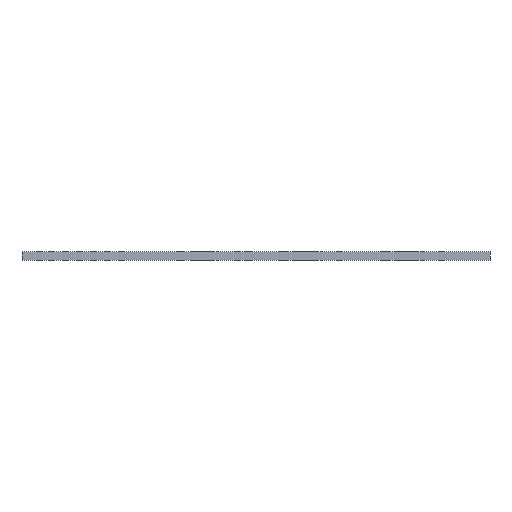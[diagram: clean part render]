
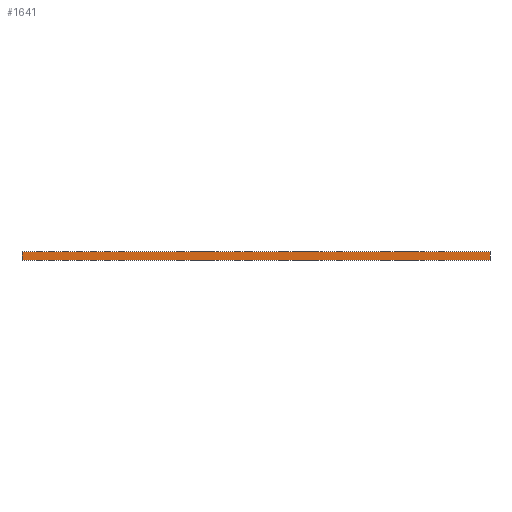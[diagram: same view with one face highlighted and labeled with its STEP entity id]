
A CAD part, left-side view. The second image highlights one B-rep face of the part: STEP entity #1641.
In plain terms, the highlighted planar face has unit normal (-1, 0, 0).
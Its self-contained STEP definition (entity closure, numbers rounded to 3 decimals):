
#12=LINE('',#2769,#24);
#18=LINE('',#2782,#30);
#19=LINE('',#2784,#31);
#22=LINE('',#2790,#34);
#24=VECTOR('',#2360,1000.);
#30=VECTOR('',#2368,1000.);
#31=VECTOR('',#2371,1000.);
#34=VECTOR('',#2376,1000.);
#39=PLANE('',#1891);
#362=ORIENTED_EDGE('',*,*,#538,.T.);
#363=ORIENTED_EDGE('',*,*,#534,.T.);
#364=ORIENTED_EDGE('',*,*,#528,.F.);
#365=ORIENTED_EDGE('',*,*,#535,.F.);
#528=EDGE_CURVE('',#694,#695,#12,.T.);
#534=EDGE_CURVE('',#699,#695,#18,.T.);
#535=EDGE_CURVE('',#700,#694,#19,.T.);
#538=EDGE_CURVE('',#700,#699,#22,.T.);
#694=VERTEX_POINT('',#2770);
#695=VERTEX_POINT('',#2771);
#699=VERTEX_POINT('',#2780);
#700=VERTEX_POINT('',#2785);
#1167=EDGE_LOOP('',(#362,#363,#364,#365));
#1481=FACE_BOUND('',#1167,.T.);
#1641=ADVANCED_FACE('',(#1481),#39,.T.);
#1891=AXIS2_PLACEMENT_3D('',#2789,#2374,#2375);
#2360=DIRECTION('',(0.,0.,1.));
#2368=DIRECTION('',(0.,1.,0.));
#2371=DIRECTION('',(0.,1.,0.));
#2374=DIRECTION('',(-1.,0.,0.));
#2375=DIRECTION('',(0.,1.,0.));
#2376=DIRECTION('',(0.,0.,1.));
#2769=CARTESIAN_POINT('',(-35.334,53.532,0.));
#2770=CARTESIAN_POINT('',(-35.334,53.532,0.));
#2771=CARTESIAN_POINT('',(-35.334,53.532,1.51));
#2780=CARTESIAN_POINT('',(-35.334,-33.518,1.51));
#2782=CARTESIAN_POINT('',(-35.334,-33.518,1.51));
#2784=CARTESIAN_POINT('',(-35.334,-33.518,0.));
#2785=CARTESIAN_POINT('',(-35.334,-33.518,0.));
#2789=CARTESIAN_POINT('',(-35.334,-33.518,0.));
#2790=CARTESIAN_POINT('',(-35.334,-33.518,0.));
